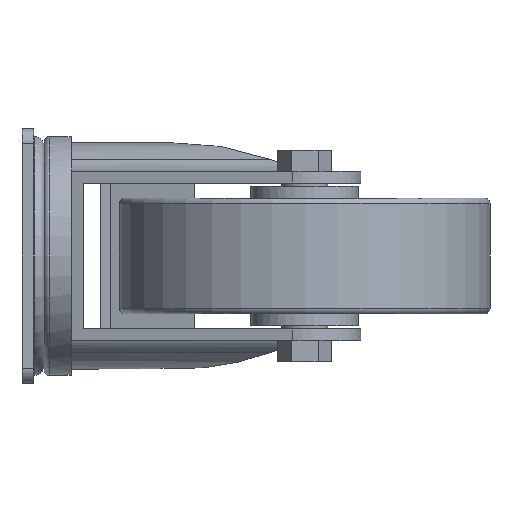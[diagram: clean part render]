
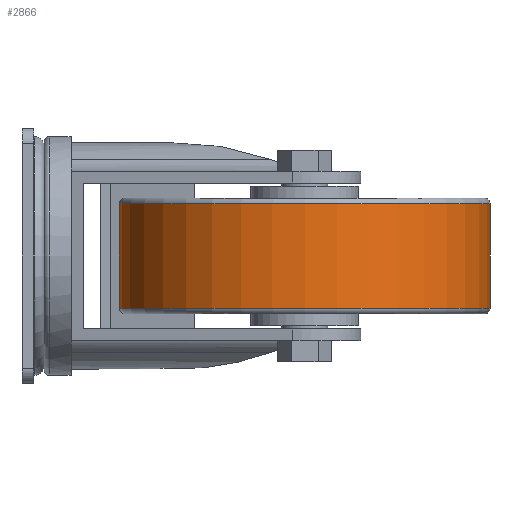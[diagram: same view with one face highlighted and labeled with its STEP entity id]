
A CAD part, left-side view. The second image highlights one B-rep face of the part: STEP entity #2866.
In plain terms, the highlighted cylindrical face has radius 80 mm (diameter 160 mm), a full revolution.
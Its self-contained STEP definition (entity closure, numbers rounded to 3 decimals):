
#73=CYLINDRICAL_SURFACE('',#3146,80.);
#191=CIRCLE('',#3145,80.);
#192=CIRCLE('',#3147,80.);
#785=ORIENTED_EDGE('',*,*,#1353,.T.);
#786=ORIENTED_EDGE('',*,*,#1352,.F.);
#1352=EDGE_CURVE('',#1680,#1680,#191,.T.);
#1353=EDGE_CURVE('',#1681,#1681,#192,.T.);
#1680=VERTEX_POINT('',#4759);
#1681=VERTEX_POINT('',#4762);
#2403=EDGE_LOOP('',(#785));
#2404=EDGE_LOOP('',(#786));
#2599=FACE_BOUND('',#2403,.T.);
#2600=FACE_BOUND('',#2404,.T.);
#2866=ADVANCED_FACE('',(#2599,#2600),#73,.T.);
#3145=AXIS2_PLACEMENT_3D('',#4758,#3841,#3842);
#3146=AXIS2_PLACEMENT_3D('',#4760,#3843,#3844);
#3147=AXIS2_PLACEMENT_3D('',#4761,#3845,#3846);
#3841=DIRECTION('',(0.,0.,-1.));
#3842=DIRECTION('',(-1.,0.,0.));
#3843=DIRECTION('',(0.,0.,-1.));
#3844=DIRECTION('',(-1.,0.,0.));
#3845=DIRECTION('',(0.,0.,-1.));
#3846=DIRECTION('',(-1.,0.,0.));
#4758=CARTESIAN_POINT('',(0.,0.,-22.5));
#4759=CARTESIAN_POINT('',(-80.,0.,-22.5));
#4760=CARTESIAN_POINT('',(0.,0.,-30.));
#4761=CARTESIAN_POINT('',(0.,0.,22.5));
#4762=CARTESIAN_POINT('',(-80.,0.,22.5));
